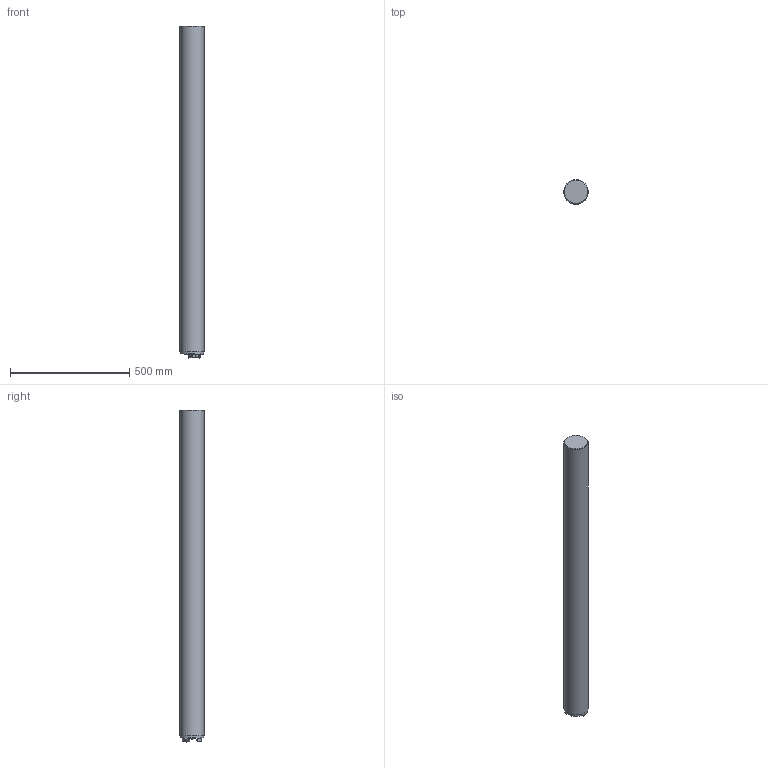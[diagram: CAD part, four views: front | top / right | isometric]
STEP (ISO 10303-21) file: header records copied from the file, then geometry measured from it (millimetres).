
FILE_DESCRIPTION(/* description */ (''),/* implementation_level */ '2;1');
FILE_NAME(/* name */ 'TOOLCOMP_1.STP',/* time_stamp */ '2024-03-12T15:19:16+01:00',/* author */ (''),/* organization */ ('SMS'),/* preprocessor_version */ 'ST-DEVELOPER v16.7',/* originating_system */ 'SIEMENS PLM Software NX 12.0',/* authorisation */ '');
FILE_SCHEMA (('AUTOMOTIVE_DESIGN { 1 0 10303 214 3 1 1 1 }'));
Length unit declared in the file: millimetre
Products named in the file (1): TOOLCOMP_1
Bounding box: 101.6 x 101.6 x 1392.9 mm (x, y, z)
Volume: 11174948.6 mm3; surface area: 461254 mm2
Topology: 1 solids, 1 shells, 119 faces, 299 edges, 190 vertices
Faces by surface type: plane 62, cylinder 20, cone 17, extrusion 12, torus 6, bspline 2
Full cylindrical faces by diameter (mm): 3.3 x2, 5 x2, 10 x1, 16 x1, 16.5 x1, 80 x1, 100 x1, 101.6 x1
Entity records: 4096 total; most frequent: CARTESIAN_POINT 1256, DIRECTION 595, ORIENTED_EDGE 542, EDGE_CURVE 271, AXIS2_PLACEMENT_3D 225, VERTEX_POINT 184, EDGE_LOOP 150, VECTOR 145
